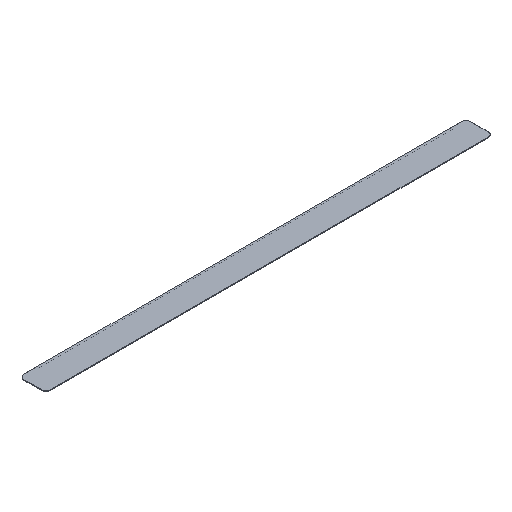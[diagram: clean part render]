
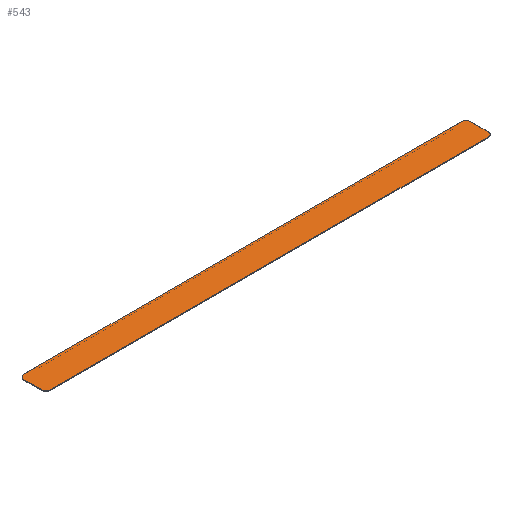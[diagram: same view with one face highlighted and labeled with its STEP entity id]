
A CAD part, isometric view. The second image highlights one B-rep face of the part: STEP entity #543.
In plain terms, the highlighted planar face has unit normal (0, 0, 1).
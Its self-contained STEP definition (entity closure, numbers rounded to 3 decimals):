
#11 = AXIS2_PLACEMENT_3D ( 'NONE', #588, #341, #759 ) ;
#35 = AXIS2_PLACEMENT_3D ( 'NONE', #743, #273, #510 ) ;
#36 = DIRECTION ( 'NONE',  ( 0., 0., 1. ) ) ;
#56 = DIRECTION ( 'NONE',  ( 0., -1., 0. ) ) ;
#71 = VERTEX_POINT ( 'NONE', #166 ) ;
#95 = VERTEX_POINT ( 'NONE', #332 ) ;
#113 = EDGE_CURVE ( 'NONE', #71, #324, #365, .T. ) ;
#115 = CARTESIAN_POINT ( 'NONE',  ( -243.25, 14.5, 0. ) ) ;
#116 = CARTESIAN_POINT ( 'NONE',  ( 243.25, 14.5, 0. ) ) ;
#123 = CARTESIAN_POINT ( 'NONE',  ( -243.25, -14.5, 0. ) ) ;
#137 = ORIENTED_EDGE ( 'NONE', *, *, #245, .T. ) ;
#148 = DIRECTION ( 'NONE',  ( 0., 0., 1. ) ) ;
#150 = ORIENTED_EDGE ( 'NONE', *, *, #671, .T. ) ;
#153 = LINE ( 'NONE', #116, #688 ) ;
#162 = FACE_OUTER_BOUND ( 'NONE', #366, .T. ) ;
#166 = CARTESIAN_POINT ( 'NONE',  ( -238.25, 14.5, 0. ) ) ;
#187 = DIRECTION ( 'NONE',  ( 0., 1., 0. ) ) ;
#190 = EDGE_CURVE ( 'NONE', #304, #747, #706, .T. ) ;
#195 = VERTEX_POINT ( 'NONE', #709 ) ;
#215 = VECTOR ( 'NONE', #518, 1000. ) ;
#245 = EDGE_CURVE ( 'NONE', #428, #555, #153, .T. ) ;
#250 = AXIS2_PLACEMENT_3D ( 'NONE', #379, #148, #265 ) ;
#259 = DIRECTION ( 'NONE',  ( 0., 0., 1. ) ) ;
#264 = DIRECTION ( 'NONE',  ( -1., 0., 0. ) ) ;
#265 = DIRECTION ( 'NONE',  ( 1., 0., 0. ) ) ;
#273 = DIRECTION ( 'NONE',  ( 0., 0., 1. ) ) ;
#295 = CIRCLE ( 'NONE', #757, 5. ) ;
#304 = VERTEX_POINT ( 'NONE', #721 ) ;
#324 = VERTEX_POINT ( 'NONE', #359 ) ;
#330 = CIRCLE ( 'NONE', #250, 5. ) ;
#332 = CARTESIAN_POINT ( 'NONE',  ( 238.25, 14.5, 0. ) ) ;
#341 = DIRECTION ( 'NONE',  ( 0., 0., 1. ) ) ;
#342 = ORIENTED_EDGE ( 'NONE', *, *, #190, .T. ) ;
#359 = CARTESIAN_POINT ( 'NONE',  ( -243.25, 9.5, 0. ) ) ;
#364 = ORIENTED_EDGE ( 'NONE', *, *, #559, .T. ) ;
#365 = CIRCLE ( 'NONE', #11, 5. ) ;
#366 = EDGE_LOOP ( 'NONE', ( #364, #687, #647, #150, #612, #342, #410, #137 ) ) ;
#370 = CIRCLE ( 'NONE', #35, 5. ) ;
#379 = CARTESIAN_POINT ( 'NONE',  ( -238.25, -9.5, 0. ) ) ;
#387 = VECTOR ( 'NONE', #56, 1000. ) ;
#410 = ORIENTED_EDGE ( 'NONE', *, *, #418, .T. ) ;
#418 = EDGE_CURVE ( 'NONE', #747, #428, #295, .T. ) ;
#428 = VERTEX_POINT ( 'NONE', #620 ) ;
#435 = PLANE ( 'NONE',  #482 ) ;
#442 = CARTESIAN_POINT ( 'NONE',  ( -243.25, 14.5, 0. ) ) ;
#443 = EDGE_CURVE ( 'NONE', #95, #71, #598, .T. ) ;
#444 = CARTESIAN_POINT ( 'NONE',  ( 238.25, -9.5, 0. ) ) ;
#458 = LINE ( 'NONE', #115, #387 ) ;
#460 = CARTESIAN_POINT ( 'NONE',  ( 238.25, -14.5, 0. ) ) ;
#482 = AXIS2_PLACEMENT_3D ( 'NONE', #494, #36, #557 ) ;
#486 = EDGE_CURVE ( 'NONE', #195, #304, #330, .T. ) ;
#494 = CARTESIAN_POINT ( 'NONE',  ( 0., 0., 0. ) ) ;
#509 = CARTESIAN_POINT ( 'NONE',  ( 243.25, 9.5, 0. ) ) ;
#510 = DIRECTION ( 'NONE',  ( 1., 0., 0. ) ) ;
#518 = DIRECTION ( 'NONE',  ( 1., 0., 0. ) ) ;
#543 = ADVANCED_FACE ( 'NONE', ( #162 ), #435, .T. ) ;
#555 = VERTEX_POINT ( 'NONE', #509 ) ;
#557 = DIRECTION ( 'NONE',  ( 1., 0., 0. ) ) ;
#559 = EDGE_CURVE ( 'NONE', #555, #95, #370, .T. ) ;
#578 = VECTOR ( 'NONE', #264, 1000. ) ;
#588 = CARTESIAN_POINT ( 'NONE',  ( -238.25, 9.5, 0. ) ) ;
#598 = LINE ( 'NONE', #442, #578 ) ;
#612 = ORIENTED_EDGE ( 'NONE', *, *, #486, .T. ) ;
#620 = CARTESIAN_POINT ( 'NONE',  ( 243.25, -9.5, 0. ) ) ;
#647 = ORIENTED_EDGE ( 'NONE', *, *, #113, .T. ) ;
#671 = EDGE_CURVE ( 'NONE', #324, #195, #458, .T. ) ;
#680 = DIRECTION ( 'NONE',  ( 1., 0., 0. ) ) ;
#687 = ORIENTED_EDGE ( 'NONE', *, *, #443, .T. ) ;
#688 = VECTOR ( 'NONE', #187, 1000. ) ;
#706 = LINE ( 'NONE', #123, #215 ) ;
#709 = CARTESIAN_POINT ( 'NONE',  ( -243.25, -9.5, 0. ) ) ;
#721 = CARTESIAN_POINT ( 'NONE',  ( -238.25, -14.5, 0. ) ) ;
#743 = CARTESIAN_POINT ( 'NONE',  ( 238.25, 9.5, 0. ) ) ;
#747 = VERTEX_POINT ( 'NONE', #460 ) ;
#757 = AXIS2_PLACEMENT_3D ( 'NONE', #444, #259, #680 ) ;
#759 = DIRECTION ( 'NONE',  ( 1., 0., 0. ) ) ;
